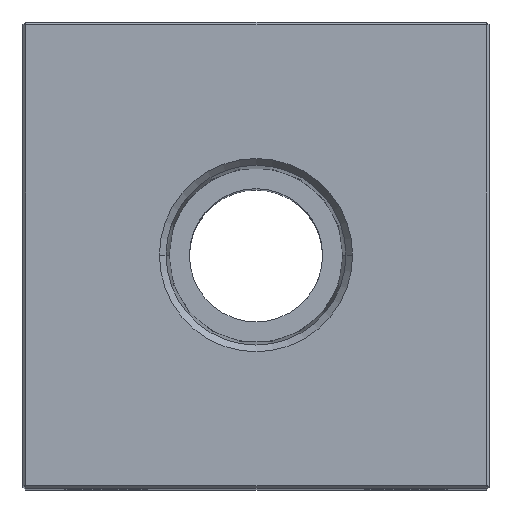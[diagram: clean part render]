
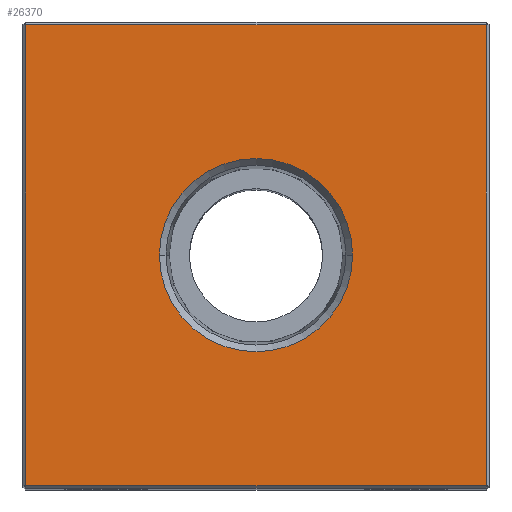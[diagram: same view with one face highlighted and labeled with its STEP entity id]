
A CAD part, top view. The second image highlights one B-rep face of the part: STEP entity #26370.
In plain terms, the highlighted planar face has unit normal (0, 0, 1).
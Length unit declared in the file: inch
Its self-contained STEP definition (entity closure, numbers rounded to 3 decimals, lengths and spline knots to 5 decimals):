
#181 = DIRECTION ( 'NONE',  ( -1., 0., 0. ) ) ;
#441 = FACE_OUTER_BOUND ( 'NONE', #24971, .T. ) ;
#461 = CARTESIAN_POINT ( 'NONE',  ( -0.3626, 0., 3.75 ) ) ;
#2586 = CARTESIAN_POINT ( 'NONE',  ( 0., -0.865, 3.75 ) ) ;
#3696 = CARTESIAN_POINT ( 'NONE',  ( 0.865, -0.865, 3.75 ) ) ;
#4985 = AXIS2_PLACEMENT_3D ( 'NONE', #24120, #9770, #26559 ) ;
#5150 = LINE ( 'NONE', #2586, #17924 ) ;
#5297 = CARTESIAN_POINT ( 'NONE',  ( 0.865, 0., 3.75 ) ) ;
#6930 = ORIENTED_EDGE ( 'NONE', *, *, #20497, .T. ) ;
#7190 = CARTESIAN_POINT ( 'NONE',  ( -0.865, -0.865, 3.75 ) ) ;
#7491 = VERTEX_POINT ( 'NONE', #3696 ) ;
#7836 = EDGE_CURVE ( 'NONE', #15911, #30581, #9480, .T. ) ;
#8598 = CARTESIAN_POINT ( 'NONE',  ( 0.865, 0.865, 3.75 ) ) ;
#8756 = LINE ( 'NONE', #12196, #14408 ) ;
#8820 = ORIENTED_EDGE ( 'NONE', *, *, #19922, .T. ) ;
#9480 = CIRCLE ( 'NONE', #11800, 0.3626 ) ;
#9770 = DIRECTION ( 'NONE',  ( 0., 0., -1. ) ) ;
#9902 = VECTOR ( 'NONE', #24180, 39.37008 ) ;
#11075 = DIRECTION ( 'NONE',  ( 0., 0., 1. ) ) ;
#11463 = VECTOR ( 'NONE', #17304, 39.37008 ) ;
#11800 = AXIS2_PLACEMENT_3D ( 'NONE', #12842, #29596, #15279 ) ;
#12196 = CARTESIAN_POINT ( 'NONE',  ( 0., 0.865, 3.75 ) ) ;
#12842 = CARTESIAN_POINT ( 'NONE',  ( 0., 0., 3.75 ) ) ;
#12930 = ORIENTED_EDGE ( 'NONE', *, *, #7836, .F. ) ;
#13055 = EDGE_CURVE ( 'NONE', #16781, #17648, #8756, .T. ) ;
#13261 = FACE_BOUND ( 'NONE', #26842, .T. ) ;
#13277 = CIRCLE ( 'NONE', #26548, 0.3626 ) ;
#14309 = VERTEX_POINT ( 'NONE', #7190 ) ;
#14408 = VECTOR ( 'NONE', #181, 39.37008 ) ;
#15279 = DIRECTION ( 'NONE',  ( 1., 0., 0. ) ) ;
#15911 = VERTEX_POINT ( 'NONE', #23533 ) ;
#16781 = VERTEX_POINT ( 'NONE', #8598 ) ;
#16995 = EDGE_CURVE ( 'NONE', #17648, #14309, #28284, .T. ) ;
#17019 = EDGE_CURVE ( 'NONE', #30581, #15911, #13277, .T. ) ;
#17304 = DIRECTION ( 'NONE',  ( 0., 1., 0. ) ) ;
#17648 = VERTEX_POINT ( 'NONE', #20741 ) ;
#17924 = VECTOR ( 'NONE', #21830, 39.37008 ) ;
#19922 = EDGE_CURVE ( 'NONE', #14309, #7491, #5150, .T. ) ;
#20497 = EDGE_CURVE ( 'NONE', #7491, #16781, #24222, .T. ) ;
#20741 = CARTESIAN_POINT ( 'NONE',  ( -0.865, 0.865, 3.75 ) ) ;
#21830 = DIRECTION ( 'NONE',  ( 1., 0., 0. ) ) ;
#22318 = ORIENTED_EDGE ( 'NONE', *, *, #13055, .T. ) ;
#22737 = CARTESIAN_POINT ( 'NONE',  ( -0.865, 0., 3.75 ) ) ;
#23533 = CARTESIAN_POINT ( 'NONE',  ( 0.3626, 0., 3.75 ) ) ;
#24010 = ORIENTED_EDGE ( 'NONE', *, *, #17019, .F. ) ;
#24120 = CARTESIAN_POINT ( 'NONE',  ( 0., 0., 3.75 ) ) ;
#24180 = DIRECTION ( 'NONE',  ( 0., -1., 0. ) ) ;
#24222 = LINE ( 'NONE', #5297, #11463 ) ;
#24971 = EDGE_LOOP ( 'NONE', ( #30934, #8820, #6930, #22318 ) ) ;
#25435 = CARTESIAN_POINT ( 'NONE',  ( 0., 0., 3.75 ) ) ;
#26370 = ADVANCED_FACE ( 'NONE', ( #441, #13261 ), #26446, .F. ) ;
#26446 = PLANE ( 'NONE',  #4985 ) ;
#26548 = AXIS2_PLACEMENT_3D ( 'NONE', #25435, #11075, #27856 ) ;
#26559 = DIRECTION ( 'NONE',  ( -1., 0., 0. ) ) ;
#26842 = EDGE_LOOP ( 'NONE', ( #12930, #24010 ) ) ;
#27856 = DIRECTION ( 'NONE',  ( 1., 0., 0. ) ) ;
#28284 = LINE ( 'NONE', #22737, #9902 ) ;
#29596 = DIRECTION ( 'NONE',  ( 0., 0., 1. ) ) ;
#30581 = VERTEX_POINT ( 'NONE', #461 ) ;
#30934 = ORIENTED_EDGE ( 'NONE', *, *, #16995, .T. ) ;
